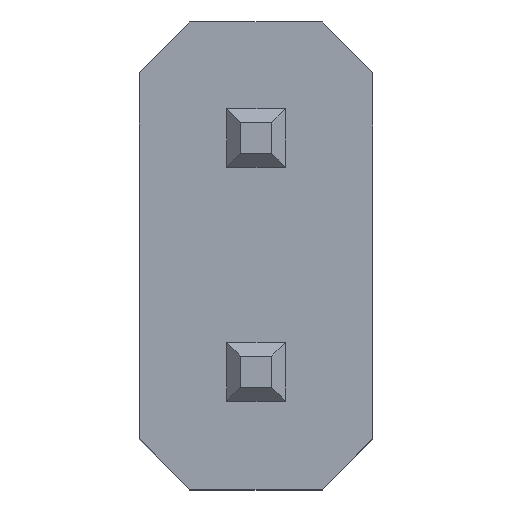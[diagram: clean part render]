
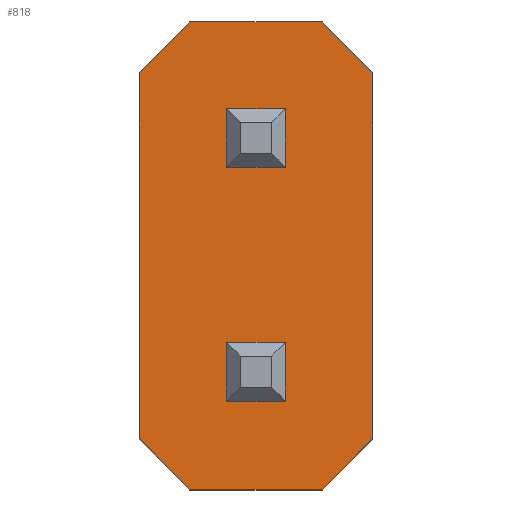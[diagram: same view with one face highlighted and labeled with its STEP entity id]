
A CAD part, top view. The second image highlights one B-rep face of the part: STEP entity #818.
In plain terms, the highlighted planar face has unit normal (0, 0, 1).
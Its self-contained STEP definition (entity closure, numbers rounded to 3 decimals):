
#56=FACE_OUTER_BOUND('',#104,.T.);
#104=EDGE_LOOP('',(#660,#661,#662,#663,#664,#665,#666,#667,#668,#669));
#177=LINE('',#1236,#287);
#197=LINE('',#1276,#307);
#199=LINE('',#1280,#309);
#200=LINE('',#1282,#310);
#201=LINE('',#1284,#311);
#202=LINE('',#1286,#312);
#203=LINE('',#1288,#313);
#204=LINE('',#1290,#314);
#205=LINE('',#1292,#315);
#206=LINE('',#1293,#316);
#287=VECTOR('',#1019,10.);
#307=VECTOR('',#1047,10.);
#309=VECTOR('',#1051,10.);
#310=VECTOR('',#1052,10.);
#311=VECTOR('',#1053,10.);
#312=VECTOR('',#1054,10.);
#313=VECTOR('',#1055,10.);
#314=VECTOR('',#1056,10.);
#315=VECTOR('',#1057,10.);
#316=VECTOR('',#1058,10.);
#373=VERTEX_POINT('',#1233);
#374=VERTEX_POINT('',#1235);
#390=VERTEX_POINT('',#1275);
#391=VERTEX_POINT('',#1279);
#392=VERTEX_POINT('',#1281);
#393=VERTEX_POINT('',#1283);
#394=VERTEX_POINT('',#1285);
#395=VERTEX_POINT('',#1287);
#396=VERTEX_POINT('',#1289);
#397=VERTEX_POINT('',#1291);
#465=EDGE_CURVE('',#374,#373,#177,.T.);
#485=EDGE_CURVE('',#374,#390,#197,.T.);
#487=EDGE_CURVE('',#391,#373,#199,.T.);
#488=EDGE_CURVE('',#392,#391,#200,.T.);
#489=EDGE_CURVE('',#392,#393,#201,.T.);
#490=EDGE_CURVE('',#394,#393,#202,.T.);
#491=EDGE_CURVE('',#394,#395,#203,.T.);
#492=EDGE_CURVE('',#396,#395,#204,.T.);
#493=EDGE_CURVE('',#396,#397,#205,.T.);
#494=EDGE_CURVE('',#390,#397,#206,.T.);
#660=ORIENTED_EDGE('',*,*,#465,.T.);
#661=ORIENTED_EDGE('',*,*,#487,.F.);
#662=ORIENTED_EDGE('',*,*,#488,.F.);
#663=ORIENTED_EDGE('',*,*,#489,.T.);
#664=ORIENTED_EDGE('',*,*,#490,.F.);
#665=ORIENTED_EDGE('',*,*,#491,.T.);
#666=ORIENTED_EDGE('',*,*,#492,.F.);
#667=ORIENTED_EDGE('',*,*,#493,.T.);
#668=ORIENTED_EDGE('',*,*,#494,.F.);
#669=ORIENTED_EDGE('',*,*,#485,.F.);
#770=PLANE('',#883);
#818=ADVANCED_FACE('',(#56),#770,.T.);
#883=AXIS2_PLACEMENT_3D('',#1278,#1049,#1050);
#1019=DIRECTION('',(0.,1.,0.));
#1047=DIRECTION('',(-0.707,0.707,0.));
#1049=DIRECTION('center_axis',(0.,0.,
1.));
#1050=DIRECTION('ref_axis',(1.,0.,0.));
#1051=DIRECTION('',(0.707,0.707,0.));
#1052=DIRECTION('',(0.707,-0.707,0.));
#1053=DIRECTION('',(-1.,0.,0.));
#1054=DIRECTION('',(0.707,0.707,0.));
#1055=DIRECTION('',(0.,-1.,0.));
#1056=DIRECTION('',(-0.707,0.707,0.));
#1057=DIRECTION('',(1.,0.,0.));
#1058=DIRECTION('',(-0.707,-0.707,0.));
#1233=CARTESIAN_POINT('',(1.27,1.987,2.59));
#1235=CARTESIAN_POINT('',(1.27,-1.987,2.59));
#1236=CARTESIAN_POINT('',(1.27,-0.373,2.59));
#1275=CARTESIAN_POINT('',(1.27,-1.987,2.59));
#1276=CARTESIAN_POINT('',(1.546,-2.264,2.59));
#1278=CARTESIAN_POINT('Origin',(17.78,-1.27,2.59));
#1279=CARTESIAN_POINT('',(1.27,1.987,2.59));
#1280=CARTESIAN_POINT('',(1.546,2.264,2.59));
#1281=CARTESIAN_POINT('',(0.717,2.54,2.59));
#1282=CARTESIAN_POINT('',(0.994,2.264,2.59));
#1283=CARTESIAN_POINT('',(-0.717,2.54,2.59));
#1284=CARTESIAN_POINT('',(1.27,2.54,2.59));
#1285=CARTESIAN_POINT('',(-1.27,1.987,2.59));
#1286=CARTESIAN_POINT('',(-0.994,2.264,2.59));
#1287=CARTESIAN_POINT('',(-1.27,-1.987,2.59));
#1288=CARTESIAN_POINT('',(-1.27,0.,2.59));
#1289=CARTESIAN_POINT('',(-0.717,-2.54,2.59));
#1290=CARTESIAN_POINT('',(-0.994,-2.264,2.59));
#1291=CARTESIAN_POINT('',(0.717,-2.54,2.59));
#1292=CARTESIAN_POINT('',(-1.27,-2.54,2.59));
#1293=CARTESIAN_POINT('',(0.994,-2.264,2.59));
